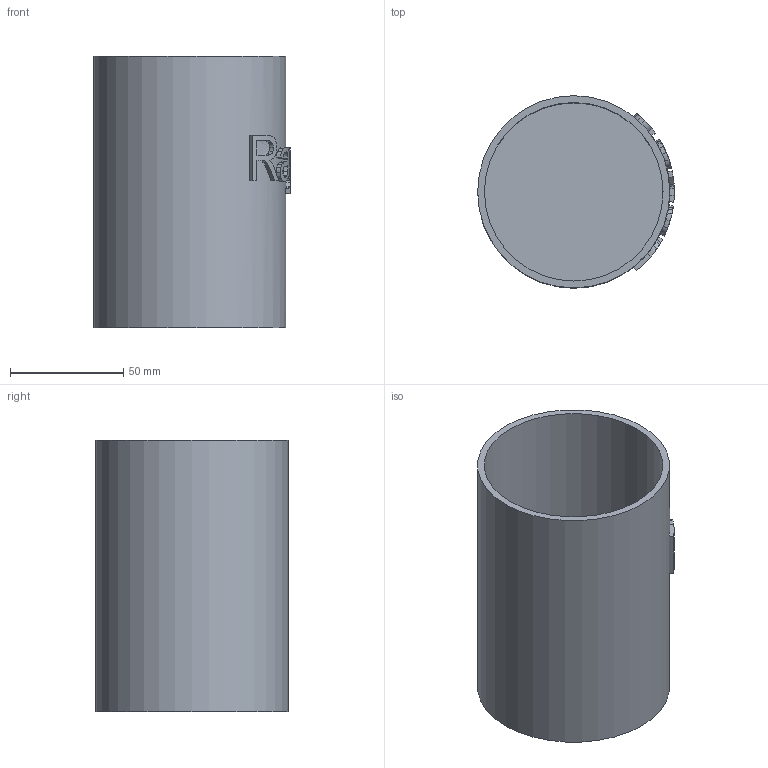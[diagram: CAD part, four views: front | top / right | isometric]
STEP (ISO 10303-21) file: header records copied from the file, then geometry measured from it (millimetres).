
FILE_DESCRIPTION(/* description */ (''),/* implementation_level */ '2;1');
FILE_NAME(/* name */ '60254af3-c6a7-4286-9fcd-e605895e4978.step',/* time_stamp */ '2024-06-30T19:09:35Z',/* author */ (''),/* organization */ (''),/* preprocessor_version */ 'ST-DEVELOPER v20',/* originating_system */ 'Autodesk Translation Framework v13.14.0.145',/* authorisation */ '');
FILE_SCHEMA (('AUTOMOTIVE_DESIGN { 1 0 10303 214 3 1 1 }'));
Length unit declared in the file: millimetre
Products named in the file (1): Blog1
Bounding box: 87 x 85 x 120 mm (x, y, z)
Volume: 108523.1 mm3; surface area: 73391.4 mm2
Topology: 1 solids, 1 shells, 150 faces, 417 edges, 278 vertices
Faces by surface type: bspline 112, plane 28, cylinder 10
Full cylindrical faces by diameter (mm): 79 x1, 85 x1
Entity records: 6950 total; most frequent: CARTESIAN_POINT 3816, ORIENTED_EDGE 834, EDGE_CURVE 417, DIRECTION 301, VERTEX_POINT 278, B_SPLINE_CURVE_WITH_KNOTS 224, LINE 163, VECTOR 163
